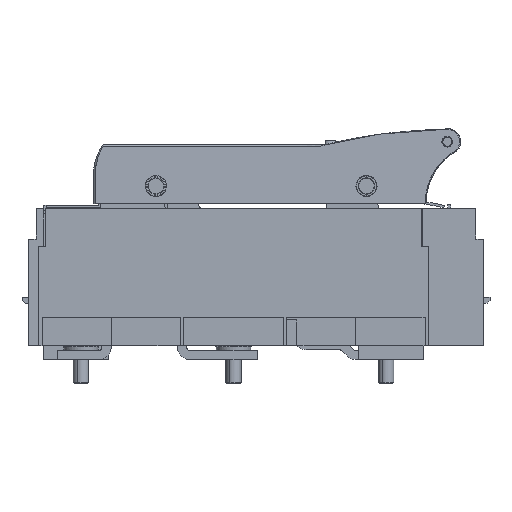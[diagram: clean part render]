
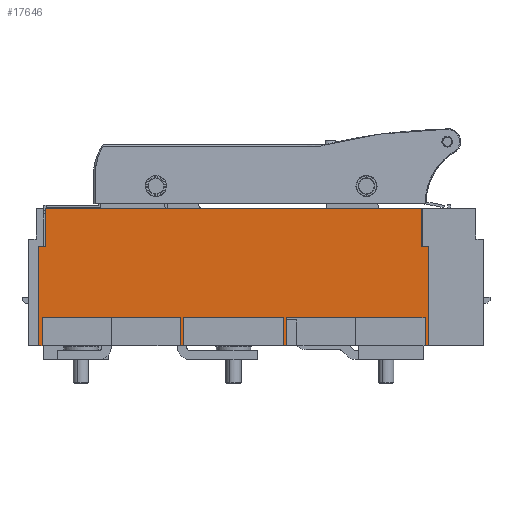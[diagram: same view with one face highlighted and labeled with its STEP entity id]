
A CAD part, front view. The second image highlights one B-rep face of the part: STEP entity #17646.
In plain terms, the highlighted planar face has unit normal (0, -1, 0).
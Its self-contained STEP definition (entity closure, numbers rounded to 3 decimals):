
#17612=AXIS2_PLACEMENT_3D('Plane Axis2P3D',#17609,#17610,#17611) ;
#201=CARTESIAN_POINT('Vertex',(32.85,-124.75,18.5)) ;
#217=CARTESIAN_POINT('Vertex',(32.85,-124.75,0.)) ;
#220=CARTESIAN_POINT('Line Origine',(32.85,-124.75,9.25)) ;
#257=CARTESIAN_POINT('Vertex',(34.85,-124.75,18.5)) ;
#260=CARTESIAN_POINT('Line Origine',(34.85,-124.75,9.25)) ;
#264=CARTESIAN_POINT('Vertex',(34.85,-124.75,0.)) ;
#707=CARTESIAN_POINT('Vertex',(-34.85,-124.75,18.5)) ;
#723=CARTESIAN_POINT('Vertex',(-34.85,-124.75,0.)) ;
#726=CARTESIAN_POINT('Line Origine',(-34.85,-124.75,9.25)) ;
#749=CARTESIAN_POINT('Vertex',(-32.85,-124.75,18.5)) ;
#752=CARTESIAN_POINT('Line Origine',(-32.85,-124.75,9.25)) ;
#756=CARTESIAN_POINT('Vertex',(-32.85,-124.75,0.)) ;
#6187=CARTESIAN_POINT('Vertex',(-127.5,-124.75,0.)) ;
#6190=CARTESIAN_POINT('Line Origine',(-127.5,-124.75,32.5)) ;
#6194=CARTESIAN_POINT('Vertex',(-127.5,-124.75,65.)) ;
#9675=CARTESIAN_POINT('Vertex',(127.5,-124.75,65.)) ;
#9678=CARTESIAN_POINT('Line Origine',(127.5,-124.75,32.5)) ;
#9682=CARTESIAN_POINT('Vertex',(127.5,-124.75,0.)) ;
#10702=CARTESIAN_POINT('Line Origine',(-125.5,-124.75,65.)) ;
#10706=CARTESIAN_POINT('Vertex',(-123.5,-124.75,65.)) ;
#14215=CARTESIAN_POINT('Line Origine',(-80.175,-124.75,18.5)) ;
#14219=CARTESIAN_POINT('Vertex',(-125.5,-124.75,18.5)) ;
#14317=CARTESIAN_POINT('Vertex',(-123.5,-124.75,90.)) ;
#14320=CARTESIAN_POINT('Line Origine',(0.,-124.75,90.)) ;
#14324=CARTESIAN_POINT('Vertex',(123.5,-124.75,90.)) ;
#14344=CARTESIAN_POINT('Line Origine',(-123.5,-124.75,77.5)) ;
#14388=CARTESIAN_POINT('Vertex',(125.5,-124.75,18.5)) ;
#14391=CARTESIAN_POINT('Line Origine',(80.175,-124.75,18.5)) ;
#14478=CARTESIAN_POINT('Line Origine',(123.5,-124.75,77.5)) ;
#14482=CARTESIAN_POINT('Vertex',(123.5,-124.75,65.)) ;
#14736=CARTESIAN_POINT('Line Origine',(125.5,-124.75,65.)) ;
#15442=CARTESIAN_POINT('Line Origine',(0.,-124.75,18.5)) ;
#17300=CARTESIAN_POINT('Line Origine',(126.5,-124.75,0.)) ;
#17304=CARTESIAN_POINT('Vertex',(125.5,-124.75,0.)) ;
#17331=CARTESIAN_POINT('Line Origine',(33.85,-124.75,0.)) ;
#17341=CARTESIAN_POINT('Line Origine',(-33.85,-124.75,0.)) ;
#17369=CARTESIAN_POINT('Vertex',(-125.5,-124.75,0.)) ;
#17372=CARTESIAN_POINT('Line Origine',(-126.5,-124.75,0.)) ;
#17609=CARTESIAN_POINT('Axis2P3D Location',(0.,-124.75,0.)) ;
#17614=CARTESIAN_POINT('Line Origine',(125.5,-124.75,9.25)) ;
#17619=CARTESIAN_POINT('Line Origine',(-125.5,-124.75,9.25)) ;
#221=DIRECTION('Vector Direction',(0.,0.,1.)) ;
#261=DIRECTION('Vector Direction',(0.,0.,1.)) ;
#727=DIRECTION('Vector Direction',(0.,0.,1.)) ;
#753=DIRECTION('Vector Direction',(0.,0.,1.)) ;
#6191=DIRECTION('Vector Direction',(0.,0.,1.)) ;
#9679=DIRECTION('Vector Direction',(0.,0.,1.)) ;
#10703=DIRECTION('Vector Direction',(-1.,0.,0.)) ;
#14216=DIRECTION('Vector Direction',(1.,0.,0.)) ;
#14321=DIRECTION('Vector Direction',(1.,0.,0.)) ;
#14345=DIRECTION('Vector Direction',(0.,0.,1.)) ;
#14392=DIRECTION('Vector Direction',(1.,0.,0.)) ;
#14479=DIRECTION('Vector Direction',(0.,0.,1.)) ;
#14737=DIRECTION('Vector Direction',(1.,0.,0.)) ;
#15443=DIRECTION('Vector Direction',(1.,0.,0.)) ;
#17301=DIRECTION('Vector Direction',(1.,0.,0.)) ;
#17332=DIRECTION('Vector Direction',(1.,0.,0.)) ;
#17342=DIRECTION('Vector Direction',(1.,0.,0.)) ;
#17373=DIRECTION('Vector Direction',(1.,0.,0.)) ;
#17610=DIRECTION('Axis2P3D Direction',(0.,1.,0.)) ;
#17611=DIRECTION('Axis2P3D XDirection',(0.,0.,1.)) ;
#17615=DIRECTION('Vector Direction',(0.,0.,1.)) ;
#17620=DIRECTION('Vector Direction',(0.,0.,1.)) ;
#222=VECTOR('Line Direction',#221,1.) ;
#262=VECTOR('Line Direction',#261,1.) ;
#728=VECTOR('Line Direction',#727,1.) ;
#754=VECTOR('Line Direction',#753,1.) ;
#6192=VECTOR('Line Direction',#6191,1.) ;
#9680=VECTOR('Line Direction',#9679,1.) ;
#10704=VECTOR('Line Direction',#10703,1.) ;
#14217=VECTOR('Line Direction',#14216,1.) ;
#14322=VECTOR('Line Direction',#14321,1.) ;
#14346=VECTOR('Line Direction',#14345,1.) ;
#14393=VECTOR('Line Direction',#14392,1.) ;
#14480=VECTOR('Line Direction',#14479,1.) ;
#14738=VECTOR('Line Direction',#14737,1.) ;
#15444=VECTOR('Line Direction',#15443,1.) ;
#17302=VECTOR('Line Direction',#17301,1.) ;
#17333=VECTOR('Line Direction',#17332,1.) ;
#17343=VECTOR('Line Direction',#17342,1.) ;
#17374=VECTOR('Line Direction',#17373,1.) ;
#17616=VECTOR('Line Direction',#17615,1.) ;
#17621=VECTOR('Line Direction',#17620,1.) ;
#17625=ORIENTED_EDGE('',*,*,#14395,.F.) ;
#17626=ORIENTED_EDGE('',*,*,#17618,.F.) ;
#17627=ORIENTED_EDGE('',*,*,#17306,.T.) ;
#17628=ORIENTED_EDGE('',*,*,#9684,.T.) ;
#17629=ORIENTED_EDGE('',*,*,#14740,.F.) ;
#17630=ORIENTED_EDGE('',*,*,#14484,.T.) ;
#17631=ORIENTED_EDGE('',*,*,#14326,.F.) ;
#17632=ORIENTED_EDGE('',*,*,#14348,.F.) ;
#17633=ORIENTED_EDGE('',*,*,#10708,.T.) ;
#17634=ORIENTED_EDGE('',*,*,#6196,.F.) ;
#17635=ORIENTED_EDGE('',*,*,#17376,.T.) ;
#17636=ORIENTED_EDGE('',*,*,#17623,.T.) ;
#17637=ORIENTED_EDGE('',*,*,#14221,.F.) ;
#17638=ORIENTED_EDGE('',*,*,#730,.F.) ;
#17639=ORIENTED_EDGE('',*,*,#17345,.F.) ;
#17640=ORIENTED_EDGE('',*,*,#758,.T.) ;
#17641=ORIENTED_EDGE('',*,*,#15446,.F.) ;
#17642=ORIENTED_EDGE('',*,*,#224,.F.) ;
#17643=ORIENTED_EDGE('',*,*,#17335,.F.) ;
#17644=ORIENTED_EDGE('',*,*,#266,.T.) ;
#17646=ADVANCED_FACE('Hauptkoerper nicht benutzen',(#17645),#17613,.F.) ;
#224=EDGE_CURVE('',#218,#202,#223,.T.) ;
#266=EDGE_CURVE('',#265,#258,#263,.T.) ;
#730=EDGE_CURVE('',#724,#708,#729,.T.) ;
#758=EDGE_CURVE('',#757,#750,#755,.T.) ;
#6196=EDGE_CURVE('',#6188,#6195,#6193,.T.) ;
#9684=EDGE_CURVE('',#9683,#9676,#9681,.T.) ;
#10708=EDGE_CURVE('',#10707,#6195,#10705,.T.) ;
#14221=EDGE_CURVE('',#708,#14220,#14218,.F.) ;
#14326=EDGE_CURVE('',#14318,#14325,#14323,.T.) ;
#14348=EDGE_CURVE('',#10707,#14318,#14347,.T.) ;
#14395=EDGE_CURVE('',#14389,#258,#14394,.F.) ;
#14484=EDGE_CURVE('',#14483,#14325,#14481,.T.) ;
#14740=EDGE_CURVE('',#14483,#9676,#14739,.T.) ;
#15446=EDGE_CURVE('',#202,#750,#15445,.F.) ;
#17306=EDGE_CURVE('',#17305,#9683,#17303,.T.) ;
#17335=EDGE_CURVE('',#265,#218,#17334,.F.) ;
#17345=EDGE_CURVE('',#757,#724,#17344,.F.) ;
#17376=EDGE_CURVE('',#6188,#17370,#17375,.T.) ;
#17618=EDGE_CURVE('',#17305,#14389,#17617,.T.) ;
#17623=EDGE_CURVE('',#17370,#14220,#17622,.T.) ;
#17624=EDGE_LOOP('',(#17625,#17626,#17627,#17628,#17629,#17630,#17631,#17632,#17633,#17634,#17635,#17636,#17637,#17638,#17639,#17640,#17641,#17642,#17643,#17644)) ;
#17645=FACE_OUTER_BOUND('',#17624,.T.) ;
#223=LINE('Line',#220,#222) ;
#263=LINE('Line',#260,#262) ;
#729=LINE('Line',#726,#728) ;
#755=LINE('Line',#752,#754) ;
#6193=LINE('Line',#6190,#6192) ;
#9681=LINE('Line',#9678,#9680) ;
#10705=LINE('Line',#10702,#10704) ;
#14218=LINE('Line',#14215,#14217) ;
#14323=LINE('Line',#14320,#14322) ;
#14347=LINE('Line',#14344,#14346) ;
#14394=LINE('Line',#14391,#14393) ;
#14481=LINE('Line',#14478,#14480) ;
#14739=LINE('Line',#14736,#14738) ;
#15445=LINE('Line',#15442,#15444) ;
#17303=LINE('Line',#17300,#17302) ;
#17334=LINE('Line',#17331,#17333) ;
#17344=LINE('Line',#17341,#17343) ;
#17375=LINE('Line',#17372,#17374) ;
#17617=LINE('Line',#17614,#17616) ;
#17622=LINE('Line',#17619,#17621) ;
#17613=PLANE('Plane',#17612) ;
#202=VERTEX_POINT('',#201) ;
#218=VERTEX_POINT('',#217) ;
#258=VERTEX_POINT('',#257) ;
#265=VERTEX_POINT('',#264) ;
#708=VERTEX_POINT('',#707) ;
#724=VERTEX_POINT('',#723) ;
#750=VERTEX_POINT('',#749) ;
#757=VERTEX_POINT('',#756) ;
#6188=VERTEX_POINT('',#6187) ;
#6195=VERTEX_POINT('',#6194) ;
#9676=VERTEX_POINT('',#9675) ;
#9683=VERTEX_POINT('',#9682) ;
#10707=VERTEX_POINT('',#10706) ;
#14220=VERTEX_POINT('',#14219) ;
#14318=VERTEX_POINT('',#14317) ;
#14325=VERTEX_POINT('',#14324) ;
#14389=VERTEX_POINT('',#14388) ;
#14483=VERTEX_POINT('',#14482) ;
#17305=VERTEX_POINT('',#17304) ;
#17370=VERTEX_POINT('',#17369) ;
